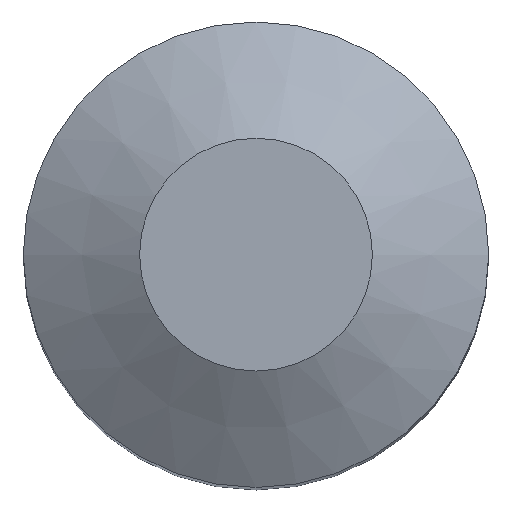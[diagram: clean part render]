
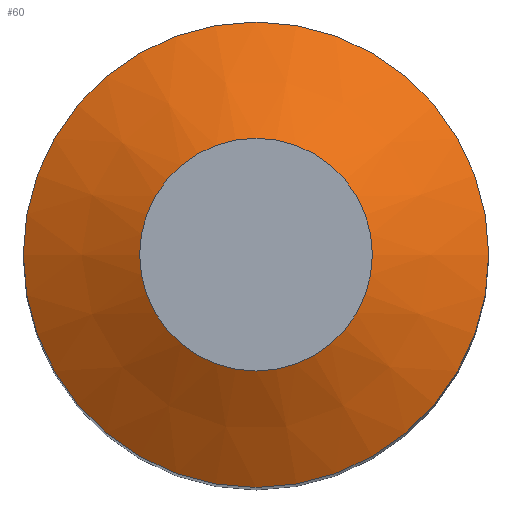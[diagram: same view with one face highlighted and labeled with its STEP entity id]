
A CAD part, top view. The second image highlights one B-rep face of the part: STEP entity #60.
In plain terms, the highlighted conical face has half-angle 60 degrees and reference radius 3.5 mm.
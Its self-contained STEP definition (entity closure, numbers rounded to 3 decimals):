
#60=ADVANCED_FACE('',(#82,#83),#68,.T.);
#68=CONICAL_SURFACE('',#210,3.5,60.);
#82=FACE_BOUND('',#100,.T.);
#83=FACE_BOUND('',#101,.T.);
#100=EDGE_LOOP('',(#120));
#101=EDGE_LOOP('',(#121));
#120=ORIENTED_EDGE('',*,*,#146,.F.);
#121=ORIENTED_EDGE('',*,*,#147,.T.);
#135=VERTEX_POINT('',#309);
#136=VERTEX_POINT('',#312);
#146=EDGE_CURVE('',#135,#135,#156,.T.);
#147=EDGE_CURVE('',#136,#136,#157,.T.);
#156=CIRCLE('',#207,7.);
#157=CIRCLE('',#209,3.5);
#207=AXIS2_PLACEMENT_3D('',#308,#246,#247);
#209=AXIS2_PLACEMENT_3D('',#311,#250,#251);
#210=AXIS2_PLACEMENT_3D('',#313,#252,#253);
#246=DIRECTION('',(0.,0.,-1.));
#247=DIRECTION('',(1.,0.,0.));
#250=DIRECTION('',(0.,0.,-1.));
#251=DIRECTION('',(1.,0.,0.));
#252=DIRECTION('',(0.,0.,-1.));
#253=DIRECTION('',(1.,0.,0.));
#308=CARTESIAN_POINT('',(0.,0.,-2.021));
#309=CARTESIAN_POINT('',(7.,0.,-2.021));
#311=CARTESIAN_POINT('',(0.,0.,0.));
#312=CARTESIAN_POINT('',(3.5,0.,0.));
#313=CARTESIAN_POINT('',(0.,0.,0.));
